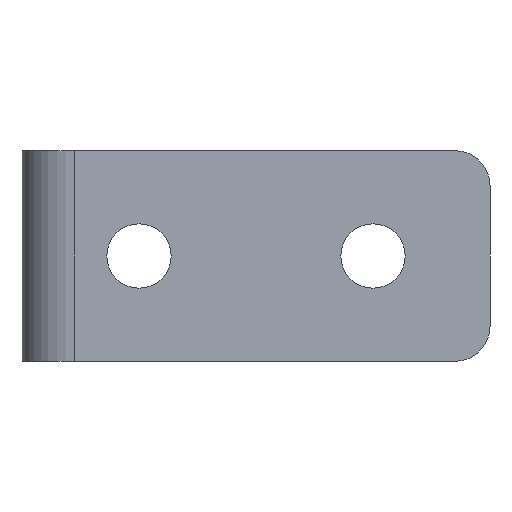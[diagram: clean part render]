
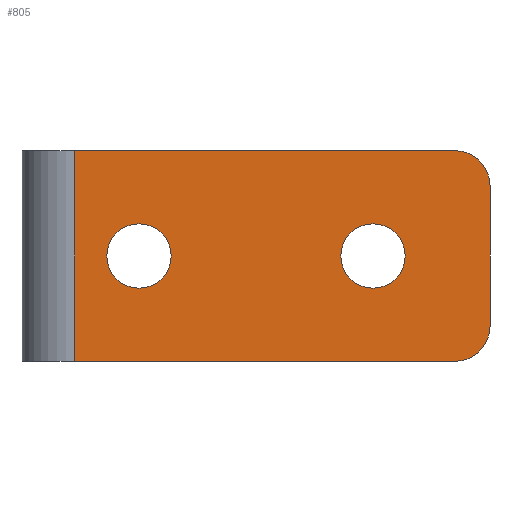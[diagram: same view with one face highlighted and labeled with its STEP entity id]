
A CAD part, front view. The second image highlights one B-rep face of the part: STEP entity #805.
In plain terms, the highlighted planar face has unit normal (0, -1, 0).
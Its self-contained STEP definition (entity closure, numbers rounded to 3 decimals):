
#23 = CIRCLE ( 'NONE', #818, 3. ) ;
#26 = CARTESIAN_POINT ( 'NONE',  ( 30., 0., 0. ) ) ;
#28 = DIRECTION ( 'NONE',  ( 0., -1., 0. ) ) ;
#37 = VERTEX_POINT ( 'NONE', #745 ) ;
#41 = CARTESIAN_POINT ( 'NONE',  ( 4.5, 0., 9. ) ) ;
#52 = ORIENTED_EDGE ( 'NONE', *, *, #759, .F. ) ;
#56 = VECTOR ( 'NONE', #139, 1000. ) ;
#59 = CARTESIAN_POINT ( 'NONE',  ( 40., 0., 9. ) ) ;
#101 = DIRECTION ( 'NONE',  ( 0., 0., -1. ) ) ;
#108 = LINE ( 'NONE', #485, #800 ) ;
#120 = VECTOR ( 'NONE', #769, 1000. ) ;
#139 = DIRECTION ( 'NONE',  ( 1., 0., 0. ) ) ;
#140 = EDGE_LOOP ( 'NONE', ( #52, #401 ) ) ;
#151 = AXIS2_PLACEMENT_3D ( 'NONE', #852, #405, #619 ) ;
#178 = VERTEX_POINT ( 'NONE', #41 ) ;
#186 = EDGE_CURVE ( 'NONE', #178, #808, #108, .T. ) ;
#198 = EDGE_LOOP ( 'NONE', ( #410, #660, #829, #422, #557, #416 ) ) ;
#203 = CARTESIAN_POINT ( 'NONE',  ( 37., 0., 6. ) ) ;
#206 = DIRECTION ( 'NONE',  ( 0., 0., -1. ) ) ;
#244 = LINE ( 'NONE', #548, #833 ) ;
#254 = AXIS2_PLACEMENT_3D ( 'NONE', #463, #28, #101 ) ;
#271 = EDGE_CURVE ( 'NONE', #392, #936, #646, .T. ) ;
#273 = DIRECTION ( 'NONE',  ( 1., 0., 0. ) ) ;
#281 = DIRECTION ( 'NONE',  ( 1., 0., 0. ) ) ;
#286 = CIRCLE ( 'NONE', #377, 2.75 ) ;
#308 = CARTESIAN_POINT ( 'NONE',  ( 40., 0., 6. ) ) ;
#312 = CARTESIAN_POINT ( 'NONE',  ( 7.25, 0., 0. ) ) ;
#314 = DIRECTION ( 'NONE',  ( 0., 0., -1. ) ) ;
#317 = DIRECTION ( 'NONE',  ( 0., -1., 0. ) ) ;
#352 = EDGE_CURVE ( 'NONE', #178, #457, #812, .T. ) ;
#377 = AXIS2_PLACEMENT_3D ( 'NONE', #657, #873, #206 ) ;
#382 = CARTESIAN_POINT ( 'NONE',  ( 37., 0., 9. ) ) ;
#389 = CARTESIAN_POINT ( 'NONE',  ( 40., 0., -6. ) ) ;
#392 = VERTEX_POINT ( 'NONE', #823 ) ;
#401 = ORIENTED_EDGE ( 'NONE', *, *, #271, .F. ) ;
#405 = DIRECTION ( 'NONE',  ( 0., -1., 0. ) ) ;
#407 = CIRCLE ( 'NONE', #737, 3. ) ;
#410 = ORIENTED_EDGE ( 'NONE', *, *, #622, .T. ) ;
#416 = ORIENTED_EDGE ( 'NONE', *, *, #186, .T. ) ;
#418 = CARTESIAN_POINT ( 'NONE',  ( 40., 0., -9. ) ) ;
#422 = ORIENTED_EDGE ( 'NONE', *, *, #690, .T. ) ;
#445 = DIRECTION ( 'NONE',  ( 1., 0., 0. ) ) ;
#457 = VERTEX_POINT ( 'NONE', #382 ) ;
#460 = EDGE_CURVE ( 'NONE', #633, #625, #407, .T. ) ;
#463 = CARTESIAN_POINT ( 'NONE',  ( 10., 0., 0. ) ) ;
#464 = DIRECTION ( 'NONE',  ( 0., 0., -1. ) ) ;
#468 = AXIS2_PLACEMENT_3D ( 'NONE', #26, #317, #314 ) ;
#485 = CARTESIAN_POINT ( 'NONE',  ( 4.5, 0., -9. ) ) ;
#490 = FACE_BOUND ( 'NONE', #140, .T. ) ;
#528 = DIRECTION ( 'NONE',  ( 0., -1., 0. ) ) ;
#529 = ORIENTED_EDGE ( 'NONE', *, *, #636, .F. ) ;
#548 = CARTESIAN_POINT ( 'NONE',  ( 40., 0., -9. ) ) ;
#549 = CIRCLE ( 'NONE', #254, 2.75 ) ;
#557 = ORIENTED_EDGE ( 'NONE', *, *, #352, .F. ) ;
#562 = EDGE_CURVE ( 'NONE', #625, #855, #838, .T. ) ;
#571 = CARTESIAN_POINT ( 'NONE',  ( 4.5, 0., -9. ) ) ;
#604 = ORIENTED_EDGE ( 'NONE', *, *, #612, .F. ) ;
#612 = EDGE_CURVE ( 'NONE', #37, #960, #549, .T. ) ;
#619 = DIRECTION ( 'NONE',  ( 0., 0., -1. ) ) ;
#622 = EDGE_CURVE ( 'NONE', #808, #633, #244, .T. ) ;
#625 = VERTEX_POINT ( 'NONE', #389 ) ;
#630 = AXIS2_PLACEMENT_3D ( 'NONE', #418, #714, #273 ) ;
#633 = VERTEX_POINT ( 'NONE', #927 ) ;
#634 = CARTESIAN_POINT ( 'NONE',  ( 40., 0., -9. ) ) ;
#636 = EDGE_CURVE ( 'NONE', #960, #37, #707, .T. ) ;
#645 = FACE_BOUND ( 'NONE', #664, .T. ) ;
#646 = CIRCLE ( 'NONE', #468, 2.75 ) ;
#657 = CARTESIAN_POINT ( 'NONE',  ( 30., 0., 0. ) ) ;
#660 = ORIENTED_EDGE ( 'NONE', *, *, #460, .T. ) ;
#664 = EDGE_LOOP ( 'NONE', ( #604, #529 ) ) ;
#690 = EDGE_CURVE ( 'NONE', #855, #457, #23, .T. ) ;
#707 = CIRCLE ( 'NONE', #151, 2.75 ) ;
#714 = DIRECTION ( 'NONE',  ( 0., -1., 0. ) ) ;
#737 = AXIS2_PLACEMENT_3D ( 'NONE', #835, #528, #445 ) ;
#745 = CARTESIAN_POINT ( 'NONE',  ( 12.75, 0., 0. ) ) ;
#746 = CARTESIAN_POINT ( 'NONE',  ( 32.75, 0., 0. ) ) ;
#759 = EDGE_CURVE ( 'NONE', #936, #392, #286, .T. ) ;
#769 = DIRECTION ( 'NONE',  ( 0., 0., 1. ) ) ;
#790 = PLANE ( 'NONE',  #630 ) ;
#799 = DIRECTION ( 'NONE',  ( 0., -1., 0. ) ) ;
#800 = VECTOR ( 'NONE', #464, 1000. ) ;
#805 = ADVANCED_FACE ( 'NONE', ( #490, #645, #938 ), #790, .T. ) ;
#808 = VERTEX_POINT ( 'NONE', #571 ) ;
#812 = LINE ( 'NONE', #59, #56 ) ;
#818 = AXIS2_PLACEMENT_3D ( 'NONE', #203, #799, #281 ) ;
#823 = CARTESIAN_POINT ( 'NONE',  ( 27.25, 0., 0. ) ) ;
#829 = ORIENTED_EDGE ( 'NONE', *, *, #562, .T. ) ;
#833 = VECTOR ( 'NONE', #923, 1000. ) ;
#835 = CARTESIAN_POINT ( 'NONE',  ( 37., 0., -6. ) ) ;
#838 = LINE ( 'NONE', #634, #120 ) ;
#852 = CARTESIAN_POINT ( 'NONE',  ( 10., 0., 0. ) ) ;
#855 = VERTEX_POINT ( 'NONE', #308 ) ;
#873 = DIRECTION ( 'NONE',  ( 0., -1., 0. ) ) ;
#923 = DIRECTION ( 'NONE',  ( 1., 0., 0. ) ) ;
#927 = CARTESIAN_POINT ( 'NONE',  ( 37., 0., -9. ) ) ;
#936 = VERTEX_POINT ( 'NONE', #746 ) ;
#938 = FACE_OUTER_BOUND ( 'NONE', #198, .T. ) ;
#960 = VERTEX_POINT ( 'NONE', #312 ) ;
